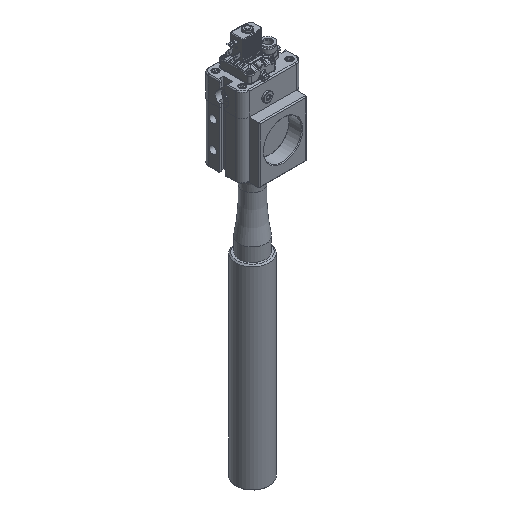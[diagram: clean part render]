
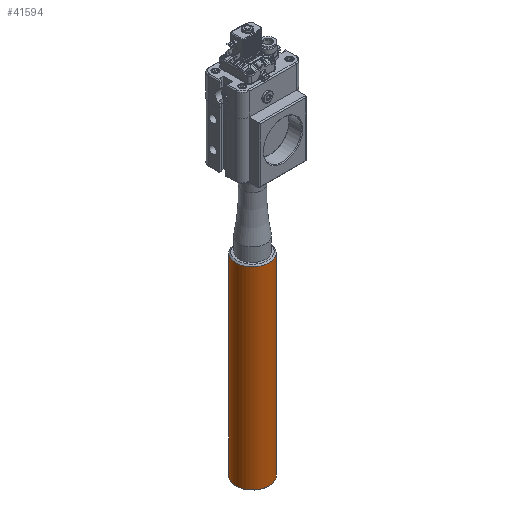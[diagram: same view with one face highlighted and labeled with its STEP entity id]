
A CAD part, isometric view. The second image highlights one B-rep face of the part: STEP entity #41594.
In plain terms, the highlighted cylindrical face has radius 25 mm (diameter 50 mm), a full revolution.
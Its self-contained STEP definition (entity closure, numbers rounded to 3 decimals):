
#4313=FACE_OUTER_BOUND('',#6720,.T.);
#6720=EDGE_LOOP('',(#37275,#37276,#37277,#37278));
#8762=CIRCLE('',#45711,25.);
#8766=CIRCLE('',#45717,25.);
#12322=LINE('',#77373,#15770);
#15770=VECTOR('',#56998,25.);
#19723=VERTEX_POINT('',#77360);
#19727=VERTEX_POINT('',#77371);
#25710=EDGE_CURVE('',#19723,#19723,#8762,.T.);
#25715=EDGE_CURVE('',#19727,#19727,#8766,.T.);
#25716=EDGE_CURVE('',#19727,#19723,#12322,.T.);
#37275=ORIENTED_EDGE('',*,*,#25715,.F.);
#37276=ORIENTED_EDGE('',*,*,#25716,.T.);
#37277=ORIENTED_EDGE('',*,*,#25710,.F.);
#37278=ORIENTED_EDGE('',*,*,#25716,.F.);
#39502=CYLINDRICAL_SURFACE('',#45716,25.);
#41594=ADVANCED_FACE('',(#4313),#39502,.T.);
#45711=AXIS2_PLACEMENT_3D('',#77361,#56983,#56984);
#45716=AXIS2_PLACEMENT_3D('',#77370,#56994,#56995);
#45717=AXIS2_PLACEMENT_3D('',#77372,#56996,#56997);
#56983=DIRECTION('center_axis',(0.,0.,
-1.));
#56984=DIRECTION('ref_axis',(-0.986,-0.166,0.));
#56994=DIRECTION('center_axis',(0.,0.,
1.));
#56995=DIRECTION('ref_axis',(-0.986,-0.166,0.));
#56996=DIRECTION('center_axis',(0.,0.,
1.));
#56997=DIRECTION('ref_axis',(-0.986,-0.166,0.));
#56998=DIRECTION('',(0.,0.,-1.));
#77360=CARTESIAN_POINT('',(24.653,4.152,-455.));
#77361=CARTESIAN_POINT('Origin',(0.,0.,
-455.));
#77370=CARTESIAN_POINT('Origin',(0.,0.,
-456.));
#77371=CARTESIAN_POINT('',(24.653,4.152,-168.));
#77372=CARTESIAN_POINT('Origin',(0.,0.,
-168.));
#77373=CARTESIAN_POINT('',(24.653,4.152,-456.));
